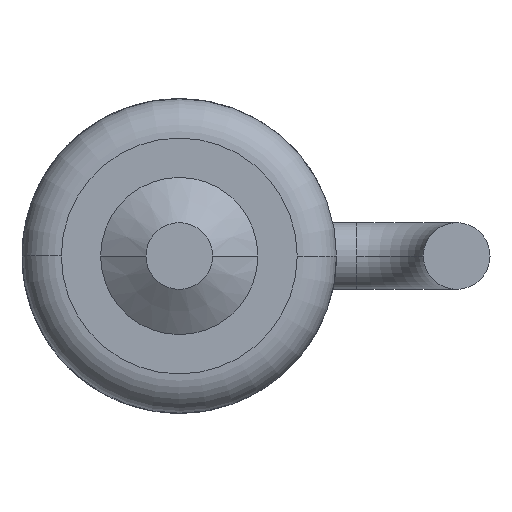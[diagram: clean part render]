
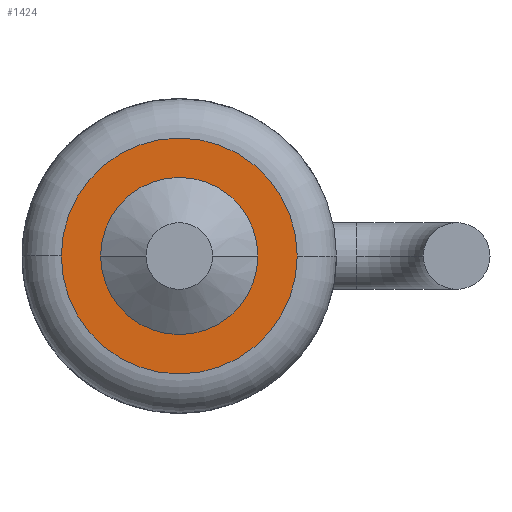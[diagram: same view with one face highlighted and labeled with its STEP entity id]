
A CAD part, front view. The second image highlights one B-rep face of the part: STEP entity #1424.
In plain terms, the highlighted planar face has unit normal (0, -1, 0).
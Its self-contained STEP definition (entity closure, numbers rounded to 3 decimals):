
#31 = FACE_OUTER_BOUND ( 'NONE', #1867, .T. ) ;
#45 = ORIENTED_EDGE ( 'NONE', *, *, #1156, .T. ) ;
#57 = CARTESIAN_POINT ( 'NONE',  ( -0.81, 1.21, 0. ) ) ;
#63 = ORIENTED_EDGE ( 'NONE', *, *, #4051, .F. ) ;
#160 = DIRECTION ( 'NONE',  ( 0., -1., 0. ) ) ;
#223 = CARTESIAN_POINT ( 'NONE',  ( -0.54, 1.21, 0. ) ) ;
#415 = DIRECTION ( 'NONE',  ( 1., 0., 0. ) ) ;
#518 = EDGE_CURVE ( 'NONE', #940, #805, #1561, .T. ) ;
#651 = PLANE ( 'NONE',  #2129 ) ;
#763 = VERTEX_POINT ( 'NONE', #2464 ) ;
#799 = ORIENTED_EDGE ( 'NONE', *, *, #3334, .F. ) ;
#805 = VERTEX_POINT ( 'NONE', #901 ) ;
#901 = CARTESIAN_POINT ( 'NONE',  ( 0.81, 1.21, 0. ) ) ;
#940 = VERTEX_POINT ( 'NONE', #2093 ) ;
#1140 = EDGE_LOOP ( 'NONE', ( #63, #799 ) ) ;
#1156 = EDGE_CURVE ( 'NONE', #805, #940, #2886, .T. ) ;
#1400 = DIRECTION ( 'NONE',  ( 0., -1., 0. ) ) ;
#1424 = ADVANCED_FACE ( 'NONE', ( #1574, #31 ), #651, .F. ) ;
#1483 = CARTESIAN_POINT ( 'NONE',  ( 0., 1.21, 0. ) ) ;
#1555 = DIRECTION ( 'NONE',  ( 0., -1., 0. ) ) ;
#1561 = CIRCLE ( 'NONE', #2711, 0.81 ) ;
#1574 = FACE_BOUND ( 'NONE', #1140, .T. ) ;
#1619 = VERTEX_POINT ( 'NONE', #223 ) ;
#1719 = AXIS2_PLACEMENT_3D ( 'NONE', #3988, #1400, #2363 ) ;
#1867 = EDGE_LOOP ( 'NONE', ( #45, #2596 ) ) ;
#2023 = DIRECTION ( 'NONE',  ( -1., 0., 0. ) ) ;
#2093 = CARTESIAN_POINT ( 'NONE',  ( -0.81, 1.21, 0. ) ) ;
#2129 = AXIS2_PLACEMENT_3D ( 'NONE', #57, #3320, #2023 ) ;
#2246 = CIRCLE ( 'NONE', #2368, 0.54 ) ;
#2287 = CIRCLE ( 'NONE', #2783, 0.54 ) ;
#2363 = DIRECTION ( 'NONE',  ( 1., 0., 0. ) ) ;
#2368 = AXIS2_PLACEMENT_3D ( 'NONE', #1483, #160, #3863 ) ;
#2464 = CARTESIAN_POINT ( 'NONE',  ( 0.54, 1.21, 0. ) ) ;
#2596 = ORIENTED_EDGE ( 'NONE', *, *, #518, .T. ) ;
#2711 = AXIS2_PLACEMENT_3D ( 'NONE', #4156, #1555, #3490 ) ;
#2738 = DIRECTION ( 'NONE',  ( 0., -1., 0. ) ) ;
#2783 = AXIS2_PLACEMENT_3D ( 'NONE', #3319, #2738, #415 ) ;
#2886 = CIRCLE ( 'NONE', #1719, 0.81 ) ;
#3319 = CARTESIAN_POINT ( 'NONE',  ( 0., 1.21, 0. ) ) ;
#3320 = DIRECTION ( 'NONE',  ( 0., 1., 0. ) ) ;
#3334 = EDGE_CURVE ( 'NONE', #1619, #763, #2287, .T. ) ;
#3490 = DIRECTION ( 'NONE',  ( 1., 0., 0. ) ) ;
#3863 = DIRECTION ( 'NONE',  ( 1., 0., 0. ) ) ;
#3988 = CARTESIAN_POINT ( 'NONE',  ( 0., 1.21, 0. ) ) ;
#4051 = EDGE_CURVE ( 'NONE', #763, #1619, #2246, .T. ) ;
#4156 = CARTESIAN_POINT ( 'NONE',  ( 0., 1.21, 0. ) ) ;
